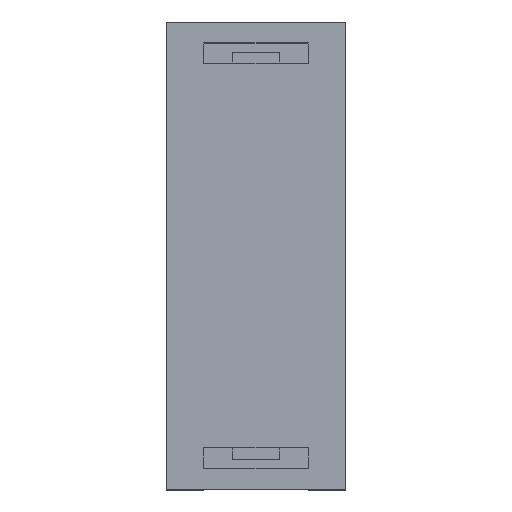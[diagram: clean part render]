
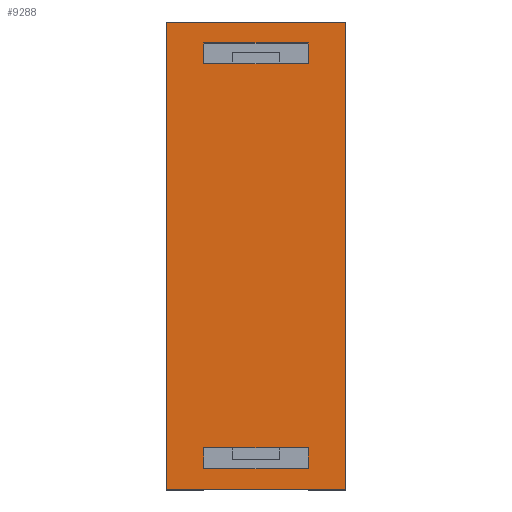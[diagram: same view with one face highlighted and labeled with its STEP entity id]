
A CAD part, top view. The second image highlights one B-rep face of the part: STEP entity #9288.
In plain terms, the highlighted planar face has unit normal (0, 0, 1).
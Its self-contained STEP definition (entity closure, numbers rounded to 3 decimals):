
#964=ORIENTED_EDGE('',*,*,#2563,.F.);
#965=ORIENTED_EDGE('',*,*,#2260,.F.);
#966=ORIENTED_EDGE('',*,*,#2564,.T.);
#967=ORIENTED_EDGE('',*,*,#2245,.T.);
#968=ORIENTED_EDGE('',*,*,#2475,.F.);
#969=ORIENTED_EDGE('',*,*,#2479,.F.);
#970=ORIENTED_EDGE('',*,*,#2473,.F.);
#971=ORIENTED_EDGE('',*,*,#2481,.F.);
#972=ORIENTED_EDGE('',*,*,#2366,.F.);
#973=ORIENTED_EDGE('',*,*,#2357,.F.);
#974=ORIENTED_EDGE('',*,*,#2362,.F.);
#975=ORIENTED_EDGE('',*,*,#2359,.F.);
#2245=EDGE_CURVE('',#3155,#3154,#3832,.T.);
#2260=EDGE_CURVE('',#3164,#3165,#3847,.T.);
#2357=EDGE_CURVE('',#3241,#3242,#3944,.T.);
#2359=EDGE_CURVE('',#3243,#3244,#3946,.T.);
#2362=EDGE_CURVE('',#3244,#3241,#3949,.T.);
#2366=EDGE_CURVE('',#3242,#3243,#3953,.T.);
#2473=EDGE_CURVE('',#3322,#3323,#4060,.T.);
#2475=EDGE_CURVE('',#3324,#3325,#4062,.T.);
#2479=EDGE_CURVE('',#3323,#3324,#4066,.T.);
#2481=EDGE_CURVE('',#3325,#3322,#4068,.T.);
#2563=EDGE_CURVE('',#3165,#3154,#4134,.T.);
#2564=EDGE_CURVE('',#3164,#3155,#4135,.T.);
#3154=VERTEX_POINT('',#12136);
#3155=VERTEX_POINT('',#12138);
#3164=VERTEX_POINT('',#12162);
#3165=VERTEX_POINT('',#12164);
#3241=VERTEX_POINT('',#12356);
#3242=VERTEX_POINT('',#12358);
#3243=VERTEX_POINT('',#12362);
#3244=VERTEX_POINT('',#12363);
#3322=VERTEX_POINT('',#12597);
#3323=VERTEX_POINT('',#12599);
#3324=VERTEX_POINT('',#12603);
#3325=VERTEX_POINT('',#12604);
#3832=LINE('',#12137,#4765);
#3847=LINE('',#12163,#4780);
#3944=LINE('',#12357,#4877);
#3946=LINE('',#12361,#4879);
#3949=LINE('',#12367,#4882);
#3953=LINE('',#12374,#4886);
#4060=LINE('',#12598,#4993);
#4062=LINE('',#12602,#4995);
#4066=LINE('',#12610,#4999);
#4068=LINE('',#12613,#5001);
#4134=LINE('',#12764,#5067);
#4135=LINE('',#12765,#5068);
#4765=VECTOR('',#10278,1000.);
#4780=VECTOR('',#10295,1000.);
#4877=VECTOR('',#10432,1000.);
#4879=VECTOR('',#10436,1000.);
#4882=VECTOR('',#10441,1000.);
#4886=VECTOR('',#10447,1000.);
#4993=VECTOR('',#10636,1000.);
#4995=VECTOR('',#10640,1000.);
#4999=VECTOR('',#10646,1000.);
#5001=VECTOR('',#10650,1000.);
#5067=VECTOR('',#10782,1000.);
#5068=VECTOR('',#10783,1000.);
#5622=EDGE_LOOP('',(#964,#965,#966,#967));
#5623=EDGE_LOOP('',(#968,#969,#970,#971));
#5624=EDGE_LOOP('',(#972,#973,#974,#975));
#6013=FACE_BOUND('',#5622,.T.);
#6014=FACE_BOUND('',#5623,.T.);
#6015=FACE_BOUND('',#5624,.T.);
#6380=PLANE('',#9676);
#9288=ADVANCED_FACE('',(#6013,#6014,#6015),#6380,.T.);
#9676=AXIS2_PLACEMENT_3D('',#12763,#10780,#10781);
#10278=DIRECTION('',(0.,1.,0.));
#10295=DIRECTION('',(0.,1.,0.));
#10432=DIRECTION('',(0.,1.,0.));
#10436=DIRECTION('',(0.,-1.,0.));
#10441=DIRECTION('',(1.,0.,0.));
#10447=DIRECTION('',(-1.,0.,0.));
#10636=DIRECTION('',(0.,-1.,0.));
#10640=DIRECTION('',(0.,1.,0.));
#10646=DIRECTION('',(1.,0.,0.));
#10650=DIRECTION('',(-1.,0.,0.));
#10780=DIRECTION('',(0.,0.,1.));
#10781=DIRECTION('',(1.,0.,0.));
#10782=DIRECTION('',(1.,0.,0.));
#10783=DIRECTION('',(1.,0.,0.));
#12136=CARTESIAN_POINT('',(7.805,3.,6.8));
#12137=CARTESIAN_POINT('',(7.805,-3.,6.8));
#12138=CARTESIAN_POINT('',(7.805,-3.,6.8));
#12162=CARTESIAN_POINT('',(-7.805,-3.,6.8));
#12163=CARTESIAN_POINT('',(-7.805,-3.,6.8));
#12164=CARTESIAN_POINT('',(-7.805,3.,6.8));
#12356=CARTESIAN_POINT('',(-6.405,-1.75,6.8));
#12357=CARTESIAN_POINT('',(-6.405,-1.75,6.8));
#12358=CARTESIAN_POINT('',(-6.405,1.75,6.8));
#12361=CARTESIAN_POINT('',(-7.105,1.75,6.8));
#12362=CARTESIAN_POINT('',(-7.105,1.75,6.8));
#12363=CARTESIAN_POINT('',(-7.105,-1.75,6.8));
#12367=CARTESIAN_POINT('',(-7.105,-1.75,6.8));
#12374=CARTESIAN_POINT('',(-6.405,1.75,6.8));
#12597=CARTESIAN_POINT('',(6.405,1.75,6.8));
#12598=CARTESIAN_POINT('',(6.405,1.75,6.8));
#12599=CARTESIAN_POINT('',(6.405,-1.75,6.8));
#12602=CARTESIAN_POINT('',(7.105,-1.75,6.8));
#12603=CARTESIAN_POINT('',(7.105,-1.75,6.8));
#12604=CARTESIAN_POINT('',(7.105,1.75,6.8));
#12610=CARTESIAN_POINT('',(6.405,-1.75,6.8));
#12613=CARTESIAN_POINT('',(7.105,1.75,6.8));
#12763=CARTESIAN_POINT('',(-7.805,-3.,6.8));
#12764=CARTESIAN_POINT('',(-7.805,3.,6.8));
#12765=CARTESIAN_POINT('',(-7.805,-3.,6.8));
